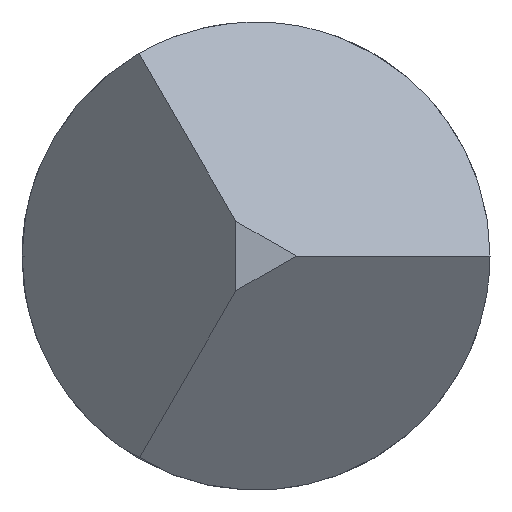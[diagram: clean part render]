
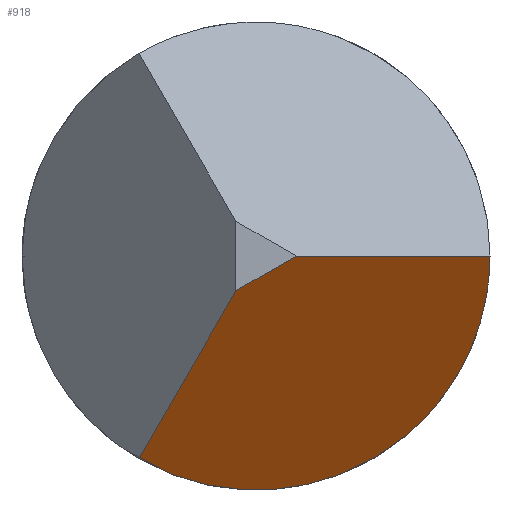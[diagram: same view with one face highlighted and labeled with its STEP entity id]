
A CAD part, left-side view. The second image highlights one B-rep face of the part: STEP entity #918.
In plain terms, the highlighted planar face has unit normal (-0.707, -0.354, -0.612).
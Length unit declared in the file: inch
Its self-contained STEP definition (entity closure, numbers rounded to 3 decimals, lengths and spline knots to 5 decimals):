
#141 = DIRECTION ( 'NONE',  ( 0., -0.866, 0.5 ) ) ;
#144 = CARTESIAN_POINT ( 'NONE',  ( 0.00725, 0.00875, -0.01516 ) ) ;
#148 = CARTESIAN_POINT ( 'NONE',  ( 0., 1.01225, -0.58616 ) ) ;
#255 = DIRECTION ( 'NONE',  ( -0.655, 0., 0.756 ) ) ;
#256 = DIRECTION ( 'NONE',  ( -0.707, -0.354, -0.612 ) ) ;
#258 = PLANE ( 'NONE',  #1198 ) ;
#260 = CARTESIAN_POINT ( 'NONE',  ( 0., 1.01225, -0.58616 ) ) ;
#276 = CARTESIAN_POINT ( 'NONE',  ( 0.00725, -0.0175, 0. ) ) ;
#280 = CARTESIAN_POINT ( 'NONE',  ( 0.02038, -0.0175, -0.01516 ) ) ;
#281 = CARTESIAN_POINT ( 'NONE',  ( 0.02038, -0.00437, -0.02273 ) ) ;
#348 = VERTEX_POINT ( 'NONE', #582 ) ;
#373 = VERTEX_POINT ( 'NONE', #625 ) ;
#374 = VERTEX_POINT ( 'NONE', #624 ) ;
#377 = VERTEX_POINT ( 'NONE', #622 ) ;
#393 = FACE_OUTER_BOUND ( 'NONE', #1083, .T. ) ;
#485 = VECTOR ( 'NONE', #691, 39.37008 ) ;
#487 = LINE ( 'NONE', #670, #485 ) ;
#493 = LINE ( 'NONE', #686, #514 ) ;
#501 = VECTOR ( 'NONE', #141, 39.37008 ) ;
#508 = LINE ( 'NONE', #148, #501 ) ;
#514 = VECTOR ( 'NONE', #706, 39.37008 ) ;
#550 =( BOUNDED_CURVE ( )  B_SPLINE_CURVE ( 3, ( #144, #281, #280, #276 ),
 .UNSPECIFIED., .F., .F. ) 
 B_SPLINE_CURVE_WITH_KNOTS ( ( 4, 4 ),
 ( 5.23599, 7.33038 ),
 .UNSPECIFIED. ) 
 CURVE ( )  GEOMETRIC_REPRESENTATION_ITEM ( )  RATIONAL_B_SPLINE_CURVE ( ( 1., 0.667, 0.667, 1. ) ) 
 REPRESENTATION_ITEM ( '' )  );
#582 = CARTESIAN_POINT ( 'NONE',  ( 0., -0.003, 0. ) ) ;
#622 = CARTESIAN_POINT ( 'NONE',  ( 0.00725, -0.0175, 0. ) ) ;
#624 = CARTESIAN_POINT ( 'NONE',  ( 0.00725, 0.00875, -0.01516 ) ) ;
#625 = CARTESIAN_POINT ( 'NONE',  ( 0., 0.0015, -0.0026 ) ) ;
#670 = CARTESIAN_POINT ( 'NONE',  ( -0.39855, -0.39705, 0.68771 ) ) ;
#686 = CARTESIAN_POINT ( 'NONE',  ( 0.4043, -0.8116, 0. ) ) ;
#691 = DIRECTION ( 'NONE',  ( -0.447, -0.447, 0.775 ) ) ;
#706 = DIRECTION ( 'NONE',  ( 0.447, -0.894, 0. ) ) ;
#769 = EDGE_CURVE ( 'NONE', #374, #373, #487, .T. ) ;
#781 = EDGE_CURVE ( 'NONE', #348, #377, #493, .T. ) ;
#787 = EDGE_CURVE ( 'NONE', #373, #348, #508, .T. ) ;
#791 = EDGE_CURVE ( 'NONE', #374, #377, #550, .T. ) ;
#918 = ADVANCED_FACE ( 'NONE', ( #393 ), #258, .T. ) ;
#961 = ORIENTED_EDGE ( 'NONE', *, *, #787, .F. ) ;
#962 = ORIENTED_EDGE ( 'NONE', *, *, #791, .T. ) ;
#976 = ORIENTED_EDGE ( 'NONE', *, *, #769, .F. ) ;
#982 = ORIENTED_EDGE ( 'NONE', *, *, #781, .F. ) ;
#1083 = EDGE_LOOP ( 'NONE', ( #976, #962, #982, #961 ) ) ;
#1198 = AXIS2_PLACEMENT_3D ( 'NONE', #260, #256, #255 ) ;
